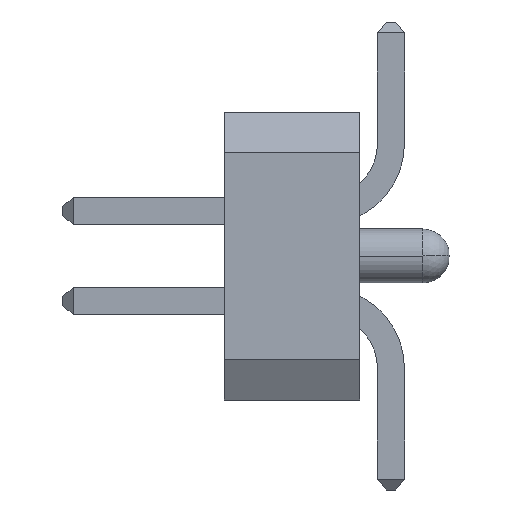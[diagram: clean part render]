
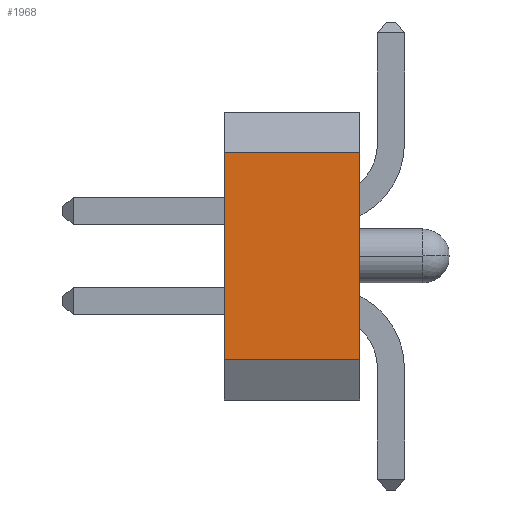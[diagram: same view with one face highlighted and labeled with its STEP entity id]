
A CAD part, left-side view. The second image highlights one B-rep face of the part: STEP entity #1968.
In plain terms, the highlighted planar face has unit normal (-1, 0, 0).
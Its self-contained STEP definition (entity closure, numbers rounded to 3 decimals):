
#198=DIRECTION('',(0.,0.,1.));
#199=VECTOR('',#198,2.3);
#200=CARTESIAN_POINT('',(-0.5,0.,-1.15));
#201=LINE('',#200,#199);
#466=DIRECTION('',(0.,0.,1.));
#467=VECTOR('',#466,2.3);
#468=CARTESIAN_POINT('',(-0.5,1.5,-1.15));
#469=LINE('',#468,#467);
#678=DIRECTION('',(0.,1.,0.));
#679=VECTOR('',#678,1.5);
#680=CARTESIAN_POINT('',(-0.5,0.,1.15));
#681=LINE('',#680,#679);
#682=DIRECTION('',(0.,1.,0.));
#683=VECTOR('',#682,1.5);
#684=CARTESIAN_POINT('',(-0.5,0.,-1.15));
#685=LINE('',#684,#683);
#775=CARTESIAN_POINT('',(-0.5,0.,-1.15));
#777=VERTEX_POINT('',#775);
#778=CARTESIAN_POINT('',(-0.5,0.,1.15));
#779=VERTEX_POINT('',#778);
#787=CARTESIAN_POINT('',(-0.5,1.5,-1.15));
#789=VERTEX_POINT('',#787);
#790=CARTESIAN_POINT('',(-0.5,1.5,1.15));
#791=VERTEX_POINT('',#790);
#1956=CARTESIAN_POINT('',(-0.5,0.,-1.15));
#1957=DIRECTION('',(-1.,0.,0.));
#1958=DIRECTION('',(0.,0.,1.));
#1959=AXIS2_PLACEMENT_3D('',#1956,#1957,#1958);
#1960=PLANE('',#1959);
#1961=ORIENTED_EDGE('',*,*,#1065,.F.);
#1963=ORIENTED_EDGE('',*,*,#1962,.T.);
#1964=ORIENTED_EDGE('',*,*,#1273,.T.);
#1965=ORIENTED_EDGE('',*,*,#1949,.F.);
#1966=EDGE_LOOP('',(#1961,#1963,#1964,#1965));
#1967=FACE_OUTER_BOUND('',#1966,.F.);
#1968=ADVANCED_FACE('',(#1967),#1960,.T.);
#1065=EDGE_CURVE('',#777,#779,#201,.T.);
#1273=EDGE_CURVE('',#789,#791,#469,.T.);
#1949=EDGE_CURVE('',#779,#791,#681,.T.);
#1962=EDGE_CURVE('',#777,#789,#685,.T.);
